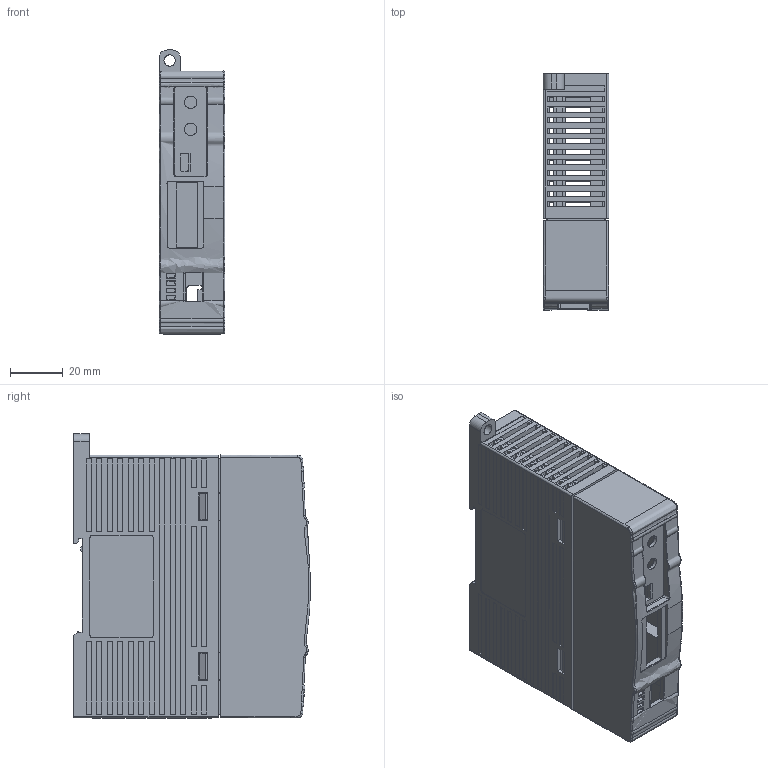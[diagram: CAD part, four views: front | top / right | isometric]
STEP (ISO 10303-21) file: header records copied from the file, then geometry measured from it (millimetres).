
FILE_DESCRIPTION(/* description */ (''),/* implementation_level */ '2;1');
FILE_NAME(/* name */ 'XD-COB~1',/* time_stamp */ '2020-11-12T15:39:12+08:00',/* author */ (''),/* organization */ (''),/* preprocessor_version */ 'ST-DEVELOPER v15',/* originating_system */ '',/* authorisation */ '');
FILE_SCHEMA (('AUTOMOTIVE_DESIGN'));
Length unit declared in the file: millimetre
Products named in the file (1): Document
Bounding box: 25.05 x 89.99 x 108 mm (x, y, z)
Surface area: 57600.8 mm2 (no closed solid volume)
Topology: 0 solids, 4 shells, 1140 faces, 3430 edges, 2240 vertices
Faces by surface type: plane 892, bspline 248
Entity records: 117164 total; most frequent: CARTESIAN_POINT 95170, ORIENTED_EDGE 6779, EDGE_CURVE 3443, B_SPLINE_CURVE_WITH_KNOTS 3100, VERTEX_POINT 2250, EDGE_LOOP 1243, ADVANCED_FACE 1139, FACE_OUTER_BOUND 1139
